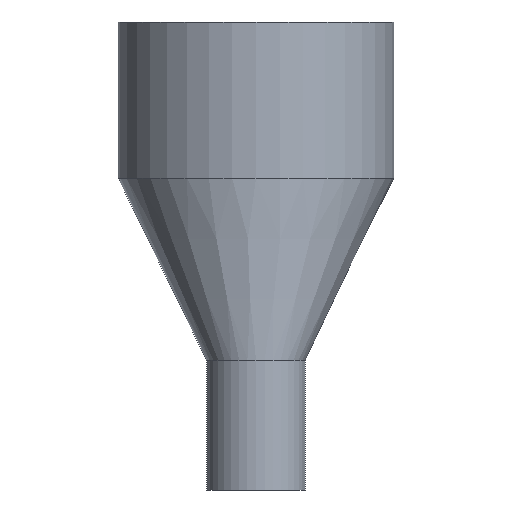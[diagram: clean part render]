
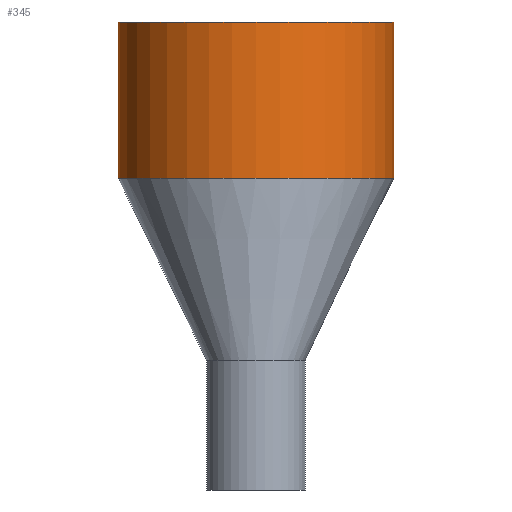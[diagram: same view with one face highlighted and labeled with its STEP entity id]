
A CAD part, front view. The second image highlights one B-rep face of the part: STEP entity #345.
In plain terms, the highlighted cylindrical face has radius 26.5 mm (diameter 53 mm), a full revolution.
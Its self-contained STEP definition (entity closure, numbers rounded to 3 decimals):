
#293=CARTESIAN_POINT('',(26.5,17.0,90.0));
#294=VERTEX_POINT('',#293);
#295=CARTESIAN_POINT('',(0.0,17.0,90.0));
#296=DIRECTION('',(0.0,0.0,1.0));
#297=DIRECTION('',(1.0,0.0,0.0));
#298=AXIS2_PLACEMENT_3D('',#295,#296,#297);
#299=CIRCLE('',#298,26.5);
#300=EDGE_CURVE('',#294,#294,#299,.T.);
#308=CARTESIAN_POINT('',(0.0,17.0,60.0));
#309=DIRECTION('',(0.0,0.0,1.0));
#310=DIRECTION('',(1.0,0.0,0.0));
#311=AXIS2_PLACEMENT_3D('',#308,#309,#310);
#312=CYLINDRICAL_SURFACE('',#311,26.5);
#313=CARTESIAN_POINT('',(26.5,17.0,60.0));
#314=VERTEX_POINT('',#313);
#315=CARTESIAN_POINT('',(-26.5,17.0,60.0));
#316=VERTEX_POINT('',#315);
#317=CARTESIAN_POINT('',(0.0,17.0,60.0));
#318=DIRECTION('',(0.0,0.0,1.0));
#319=DIRECTION('',(1.0,0.0,0.0));
#320=AXIS2_PLACEMENT_3D('',#317,#318,#319);
#321=CIRCLE('',#320,26.5);
#322=EDGE_CURVE('',#314,#316,#321,.T.);
#323=ORIENTED_EDGE('',*,*,#322,.T.);
#324=CARTESIAN_POINT('',(0.,-9.5,60.0));
#325=VERTEX_POINT('',#324);
#326=CARTESIAN_POINT('',(0.0,17.0,60.0));
#327=DIRECTION('',(0.0,0.0,1.0));
#328=DIRECTION('',(1.0,0.0,0.0));
#329=AXIS2_PLACEMENT_3D('',#326,#327,#328);
#330=CIRCLE('',#329,26.5);
#331=EDGE_CURVE('',#316,#325,#330,.T.);
#332=ORIENTED_EDGE('',*,*,#331,.T.);
#333=CARTESIAN_POINT('',(0.0,17.0,60.0));
#334=DIRECTION('',(0.0,0.0,1.0));
#335=DIRECTION('',(1.0,0.0,0.0));
#336=AXIS2_PLACEMENT_3D('',#333,#334,#335);
#337=CIRCLE('',#336,26.5);
#338=EDGE_CURVE('',#325,#314,#337,.T.);
#339=ORIENTED_EDGE('',*,*,#338,.T.);
#340=EDGE_LOOP('',(#323,#332,#339));
#341=FACE_OUTER_BOUND('',#340,.T.);
#342=ORIENTED_EDGE('',*,*,#300,.F.);
#343=EDGE_LOOP('',(#342));
#344=FACE_BOUND('',#343,.T.);
#345=ADVANCED_FACE('',(#341,#344),#312,.T.);
